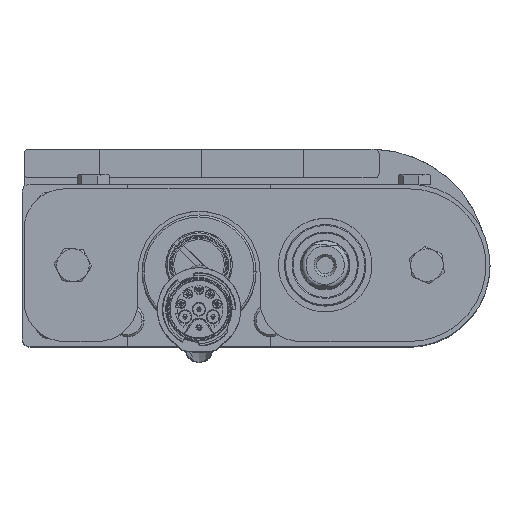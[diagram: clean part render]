
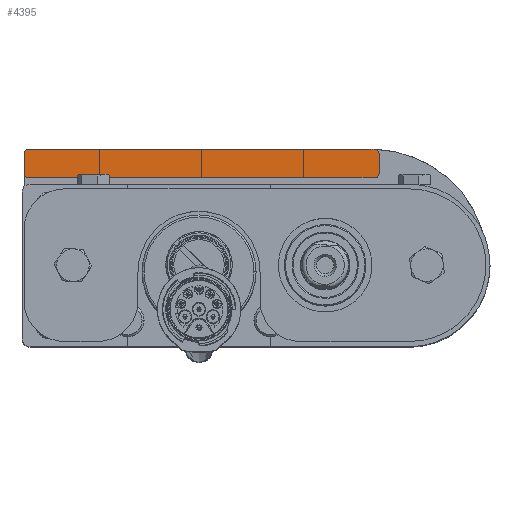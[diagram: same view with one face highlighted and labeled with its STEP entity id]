
A CAD part, top view. The second image highlights one B-rep face of the part: STEP entity #4395.
In plain terms, the highlighted planar face has unit normal (0, 0, 1).
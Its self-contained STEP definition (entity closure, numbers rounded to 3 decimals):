
#962 = VECTOR ( 'NONE', #10938, 1000. ) ;
#1946 = LINE ( 'NONE', #92452, #119409 ) ;
#2456 = LINE ( 'NONE', #57117, #962 ) ;
#4395 = ADVANCED_FACE ( 'NONE', ( #19308 ), #94039, .T. ) ;
#4894 = DIRECTION ( 'NONE',  ( 1., 0., 0. ) ) ;
#9039 = VERTEX_POINT ( 'NONE', #47828 ) ;
#9762 = VERTEX_POINT ( 'NONE', #36121 ) ;
#10636 = VERTEX_POINT ( 'NONE', #103095 ) ;
#10938 = DIRECTION ( 'NONE',  ( 1., 0., 0. ) ) ;
#11853 = ORIENTED_EDGE ( 'NONE', *, *, #91046, .T. ) ;
#12654 = CARTESIAN_POINT ( 'NONE',  ( -30.977, -28.724, 13. ) ) ;
#13690 = VECTOR ( 'NONE', #18717, 1000. ) ;
#17506 = CARTESIAN_POINT ( 'NONE',  ( -30.75, -22.75, 13. ) ) ;
#17775 = ORIENTED_EDGE ( 'NONE', *, *, #41912, .T. ) ;
#18717 = DIRECTION ( 'NONE',  ( 0., -1., 0. ) ) ;
#19308 = FACE_OUTER_BOUND ( 'NONE', #28300, .T. ) ;
#24821 = VERTEX_POINT ( 'NONE', #73385 ) ;
#26687 = AXIS2_PLACEMENT_3D ( 'NONE', #86798, #47944, #67398 ) ;
#28250 = ORIENTED_EDGE ( 'NONE', *, *, #32866, .F. ) ;
#28300 = EDGE_LOOP ( 'NONE', ( #97583, #71170, #39622, #94886, #11853, #17775, #28250, #95166, #78309 ) ) ;
#29031 = DIRECTION ( 'NONE',  ( 0., 0., 1. ) ) ;
#31548 = CARTESIAN_POINT ( 'NONE',  ( 54.5, -27.75, 13. ) ) ;
#32149 = DIRECTION ( 'NONE',  ( 0., 0., 1. ) ) ;
#32866 = EDGE_CURVE ( 'NONE', #38815, #9762, #2456, .T. ) ;
#33891 = DIRECTION ( 'NONE',  ( 1., 0., 0. ) ) ;
#34796 = DIRECTION ( 'NONE',  ( 0., 1., 0. ) ) ;
#36121 = CARTESIAN_POINT ( 'NONE',  ( 54.5, -21.75, 13. ) ) ;
#36654 = CARTESIAN_POINT ( 'NONE',  ( -30.75, -21.75, 13. ) ) ;
#38365 = VERTEX_POINT ( 'NONE', #120087 ) ;
#38815 = VERTEX_POINT ( 'NONE', #36654 ) ;
#39622 = ORIENTED_EDGE ( 'NONE', *, *, #67942, .T. ) ;
#41912 = EDGE_CURVE ( 'NONE', #50389, #9762, #107896, .T. ) ;
#42695 = LINE ( 'NONE', #118084, #62566 ) ;
#43272 = VERTEX_POINT ( 'NONE', #12654 ) ;
#43958 = AXIS2_PLACEMENT_3D ( 'NONE', #31548, #68667, #105704 ) ;
#47828 = CARTESIAN_POINT ( 'NONE',  ( -31.75, -27.75, 13. ) ) ;
#47944 = DIRECTION ( 'NONE',  ( 0., 0., 1. ) ) ;
#49079 = CARTESIAN_POINT ( 'NONE',  ( 0., 0., 13. ) ) ;
#49482 = CIRCLE ( 'NONE', #65012, 28.75 ) ;
#49679 = AXIS2_PLACEMENT_3D ( 'NONE', #17506, #54586, #33891 ) ;
#50389 = VERTEX_POINT ( 'NONE', #85597 ) ;
#53940 = CARTESIAN_POINT ( 'NONE',  ( -29.75, 0., 13. ) ) ;
#54586 = DIRECTION ( 'NONE',  ( 0., 0., 1. ) ) ;
#57117 = CARTESIAN_POINT ( 'NONE',  ( 0., -21.75, 13. ) ) ;
#59636 = DIRECTION ( 'NONE',  ( 0., 0., -1. ) ) ;
#59782 = EDGE_CURVE ( 'NONE', #64596, #43272, #49482, .T. ) ;
#62566 = VECTOR ( 'NONE', #34796, 1000. ) ;
#64396 = AXIS2_PLACEMENT_3D ( 'NONE', #115426, #32149, #4894 ) ;
#64596 = VERTEX_POINT ( 'NONE', #116513 ) ;
#65012 = AXIS2_PLACEMENT_3D ( 'NONE', #53940, #59636, #87548 ) ;
#65522 = LINE ( 'NONE', #101371, #13690 ) ;
#66706 = DIRECTION ( 'NONE',  ( 1., 0., 0. ) ) ;
#67398 = DIRECTION ( 'NONE',  ( 1., 0., 0. ) ) ;
#67942 = EDGE_CURVE ( 'NONE', #64596, #24821, #1946, .T. ) ;
#68667 = DIRECTION ( 'NONE',  ( 0., 0., 1. ) ) ;
#71170 = ORIENTED_EDGE ( 'NONE', *, *, #59782, .F. ) ;
#73385 = CARTESIAN_POINT ( 'NONE',  ( 54.5, -28.75, 13. ) ) ;
#78309 = ORIENTED_EDGE ( 'NONE', *, *, #99873, .T. ) ;
#81208 = EDGE_CURVE ( 'NONE', #9039, #43272, #99231, .T. ) ;
#85597 = CARTESIAN_POINT ( 'NONE',  ( 55.5, -22.75, 13. ) ) ;
#85730 = DIRECTION ( 'NONE',  ( 1., 0., 0. ) ) ;
#86798 = CARTESIAN_POINT ( 'NONE',  ( 54.5, -22.75, 13. ) ) ;
#87548 = DIRECTION ( 'NONE',  ( -1., 0., 0. ) ) ;
#91046 = EDGE_CURVE ( 'NONE', #10636, #50389, #42695, .T. ) ;
#92452 = CARTESIAN_POINT ( 'NONE',  ( -58.5, -28.75, 13. ) ) ;
#94039 = PLANE ( 'NONE',  #116539 ) ;
#94886 = ORIENTED_EDGE ( 'NONE', *, *, #110759, .T. ) ;
#95166 = ORIENTED_EDGE ( 'NONE', *, *, #106386, .T. ) ;
#96358 = CIRCLE ( 'NONE', #43958, 1. ) ;
#97583 = ORIENTED_EDGE ( 'NONE', *, *, #81208, .T. ) ;
#99231 = CIRCLE ( 'NONE', #64396, 1. ) ;
#99873 = EDGE_CURVE ( 'NONE', #38365, #9039, #65522, .T. ) ;
#101371 = CARTESIAN_POINT ( 'NONE',  ( -31.75, 0., 13. ) ) ;
#102075 = CIRCLE ( 'NONE', #49679, 1. ) ;
#103095 = CARTESIAN_POINT ( 'NONE',  ( 55.5, -27.75, 13. ) ) ;
#105704 = DIRECTION ( 'NONE',  ( 1., 0., 0. ) ) ;
#106386 = EDGE_CURVE ( 'NONE', #38815, #38365, #102075, .T. ) ;
#107896 = CIRCLE ( 'NONE', #26687, 1. ) ;
#110759 = EDGE_CURVE ( 'NONE', #24821, #10636, #96358, .T. ) ;
#115426 = CARTESIAN_POINT ( 'NONE',  ( -30.75, -27.75, 13. ) ) ;
#116513 = CARTESIAN_POINT ( 'NONE',  ( -29.75, -28.75, 13. ) ) ;
#116539 = AXIS2_PLACEMENT_3D ( 'NONE', #49079, #29031, #66706 ) ;
#118084 = CARTESIAN_POINT ( 'NONE',  ( 55.5, 19.75, 13. ) ) ;
#119409 = VECTOR ( 'NONE', #85730, 1000. ) ;
#120087 = CARTESIAN_POINT ( 'NONE',  ( -31.75, -22.75, 13. ) ) ;
